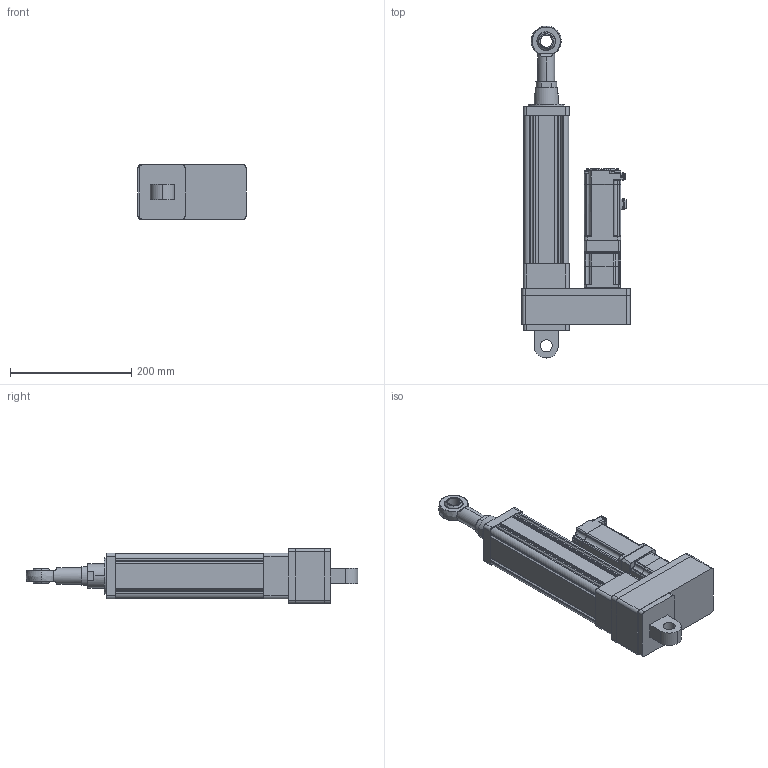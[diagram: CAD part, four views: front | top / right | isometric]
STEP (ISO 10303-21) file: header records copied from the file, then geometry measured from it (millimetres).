
FILE_DESCRIPTION (( 'STEP AP203' ), '1' );
FILE_NAME ('RLA75-5QX-9KN-R150-35.7mm-s.STEP', '2025-02-10T09:41:11', ( '微软用户' ), ( '微软中国' ), 'SwSTEP 2.0', 'SolidWorks 2022', '' );
FILE_SCHEMA (( 'CONFIG_CONTROL_DESIGN' ));
Length unit declared in the file: millimetre
Products named in the file (6): 75缸行程150折叠前鱼眼后销耳安装; PGH60-L1-14-50-70-M5-A16; rebn-20; RLA75-5QX-9KN-R150-35.7mm-s; ACM1H-0604B  118.1; 75缸后单销耳
Assembly tree (5 placements, depth 2):
  RLA75-5QX-9KN-R150-35.7mm-s
    75缸行程150折叠前鱼眼后销耳安装
    ACM1H-0604B  118.1
    PGH60-L1-14-50-70-M5-A16
    rebn-20
    75缸后单销耳
Bounding box: 178.01 x 547 x 90.01 mm (x, y, z)
Volume: 2966567.1 mm3; surface area: 337618.2 mm2
Topology: 22 solids, 68 shells, 1734 faces, 4614 edges, 2953 vertices
Faces by surface type: cylinder 678, plane 637, cone 169, torus 146, bspline 94, sphere 10
Entity records: 71439 total; most frequent: CARTESIAN_POINT 33569, ORIENTED_EDGE 8511, DIRECTION 6033, EDGE_CURVE 4578, VERTEX_POINT 2953, B_SPLINE_CURVE_WITH_KNOTS 2537, AXIS2_PLACEMENT_3D 2509, EDGE_LOOP 1886
